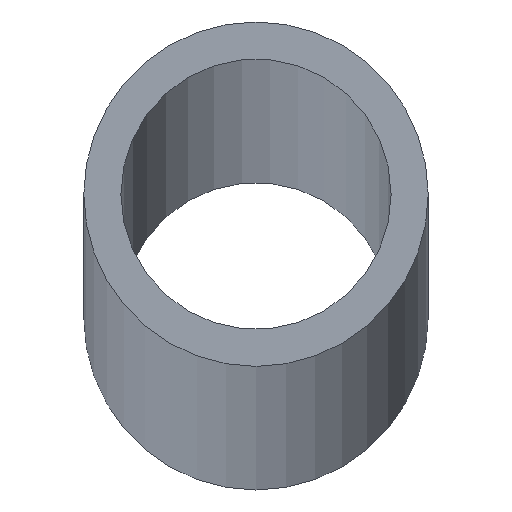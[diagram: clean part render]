
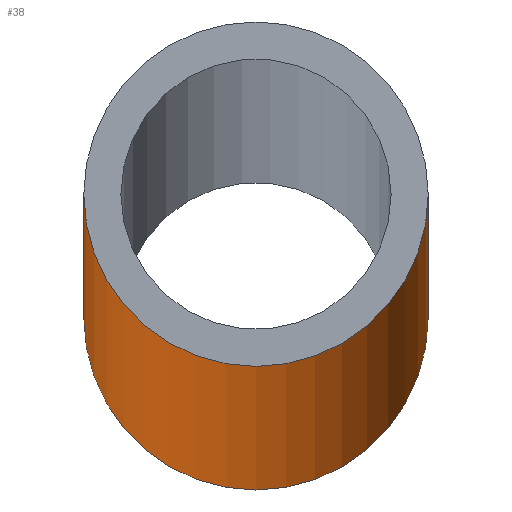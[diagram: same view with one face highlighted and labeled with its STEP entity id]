
A CAD part, top view. The second image highlights one B-rep face of the part: STEP entity #38.
In plain terms, the highlighted cylindrical face has radius 13.335 mm (diameter 26.67 mm), a partial arc.
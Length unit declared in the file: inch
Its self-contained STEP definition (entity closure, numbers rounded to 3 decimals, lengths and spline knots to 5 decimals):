
#6 = ORIENTED_EDGE ( 'NONE', *, *, #167, .T. ) ;
#8 = EDGE_LOOP ( 'NONE', ( #41, #77, #80, #6 ) ) ;
#12 = CIRCLE ( 'NONE', #160, 0.525 ) ;
#27 = FACE_OUTER_BOUND ( 'NONE', #8, .T. ) ;
#28 = DIRECTION ( 'NONE',  ( 0., 0., 1. ) ) ;
#38 = ADVANCED_FACE ( 'NONE', ( #27 ), #105, .T. ) ;
#40 = VERTEX_POINT ( 'NONE', #120 ) ;
#41 = ORIENTED_EDGE ( 'NONE', *, *, #52, .F. ) ;
#46 = VERTEX_POINT ( 'NONE', #69 ) ;
#51 = LINE ( 'NONE', #110, #57 ) ;
#52 = EDGE_CURVE ( 'NONE', #46, #79, #51, .T. ) ;
#53 = LINE ( 'NONE', #135, #107 ) ;
#57 = VECTOR ( 'NONE', #198, 39.37008 ) ;
#69 = CARTESIAN_POINT ( 'NONE',  ( 0.525, 0., 216. ) ) ;
#77 = ORIENTED_EDGE ( 'NONE', *, *, #97, .F. ) ;
#79 = VERTEX_POINT ( 'NONE', #157 ) ;
#80 = ORIENTED_EDGE ( 'NONE', *, *, #121, .T. ) ;
#82 = DIRECTION ( 'NONE',  ( 0., 0., -1. ) ) ;
#84 = DIRECTION ( 'NONE',  ( 1., 0., 0. ) ) ;
#88 = DIRECTION ( 'NONE',  ( 1., 0., 0. ) ) ;
#97 = EDGE_CURVE ( 'NONE', #40, #46, #176, .T. ) ;
#105 = CYLINDRICAL_SURFACE ( 'NONE', #158, 0.525 ) ;
#107 = VECTOR ( 'NONE', #111, 39.37008 ) ;
#108 = CARTESIAN_POINT ( 'NONE',  ( 0., 0., 216. ) ) ;
#110 = CARTESIAN_POINT ( 'NONE',  ( 0.525, 0., 216. ) ) ;
#111 = DIRECTION ( 'NONE',  ( 0., 0., -1. ) ) ;
#112 = AXIS2_PLACEMENT_3D ( 'NONE', #108, #197, #88 ) ;
#120 = CARTESIAN_POINT ( 'NONE',  ( -0.525, 0., 216. ) ) ;
#121 = EDGE_CURVE ( 'NONE', #40, #145, #53, .T. ) ;
#135 = CARTESIAN_POINT ( 'NONE',  ( -0.525, 0., 216. ) ) ;
#145 = VERTEX_POINT ( 'NONE', #246 ) ;
#157 = CARTESIAN_POINT ( 'NONE',  ( 0.525, 0., 0. ) ) ;
#158 = AXIS2_PLACEMENT_3D ( 'NONE', #193, #82, #171 ) ;
#160 = AXIS2_PLACEMENT_3D ( 'NONE', #213, #28, #84 ) ;
#167 = EDGE_CURVE ( 'NONE', #145, #79, #12, .T. ) ;
#171 = DIRECTION ( 'NONE',  ( -1., 0., 0. ) ) ;
#176 = CIRCLE ( 'NONE', #112, 0.525 ) ;
#193 = CARTESIAN_POINT ( 'NONE',  ( 0., 0., 216. ) ) ;
#197 = DIRECTION ( 'NONE',  ( 0., 0., 1. ) ) ;
#198 = DIRECTION ( 'NONE',  ( 0., 0., -1. ) ) ;
#213 = CARTESIAN_POINT ( 'NONE',  ( 0., 0., 0. ) ) ;
#246 = CARTESIAN_POINT ( 'NONE',  ( -0.525, 0., 0. ) ) ;
